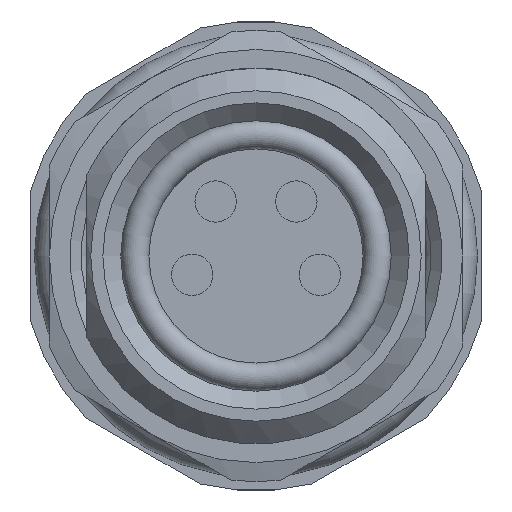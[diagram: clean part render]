
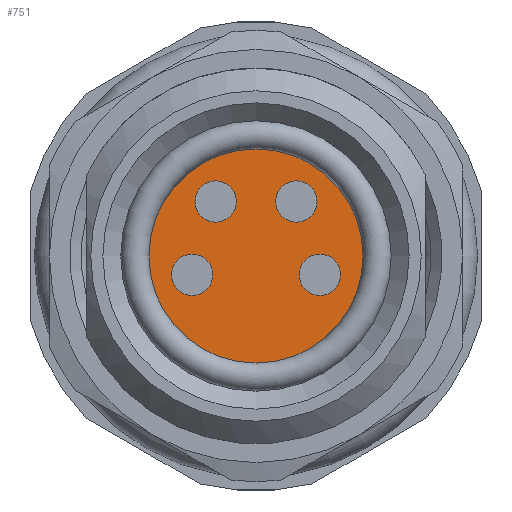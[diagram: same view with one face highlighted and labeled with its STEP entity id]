
A CAD part, left-side view. The second image highlights one B-rep face of the part: STEP entity #751.
In plain terms, the highlighted planar face has unit normal (-1, 0, 0).
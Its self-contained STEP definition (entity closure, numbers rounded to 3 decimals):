
#679=FACE_BOUND('',#1171,.T.);
#680=FACE_BOUND('',#1172,.T.);
#681=FACE_BOUND('',#1173,.T.);
#682=FACE_BOUND('',#1174,.T.);
#683=FACE_BOUND('',#1175,.T.);
#751=ADVANCED_FACE('',(#679,#680,#681,#682,#683),#917,.F.);
#917=PLANE('',#3011);
#1171=EDGE_LOOP('',(#1377));
#1172=EDGE_LOOP('',(#1378));
#1173=EDGE_LOOP('',(#1379));
#1174=EDGE_LOOP('',(#1380));
#1175=EDGE_LOOP('',(#1381));
#1377=ORIENTED_EDGE('',*,*,#2496,.F.);
#1378=ORIENTED_EDGE('',*,*,#2495,.F.);
#1379=ORIENTED_EDGE('',*,*,#2494,.F.);
#1380=ORIENTED_EDGE('',*,*,#2493,.F.);
#1381=ORIENTED_EDGE('',*,*,#2497,.F.);
#2205=VERTEX_POINT('',#3994);
#2206=VERTEX_POINT('',#3997);
#2207=VERTEX_POINT('',#4000);
#2208=VERTEX_POINT('',#4003);
#2209=VERTEX_POINT('',#4006);
#2493=EDGE_CURVE('',#2205,#2205,#2911,.T.);
#2494=EDGE_CURVE('',#2206,#2206,#2912,.T.);
#2495=EDGE_CURVE('',#2207,#2207,#2913,.T.);
#2496=EDGE_CURVE('',#2208,#2208,#2914,.T.);
#2497=EDGE_CURVE('',#2209,#2209,#2915,.T.);
#2911=CIRCLE('',#3002,0.55);
#2912=CIRCLE('',#3004,0.55);
#2913=CIRCLE('',#3006,0.55);
#2914=CIRCLE('',#3008,0.55);
#2915=CIRCLE('',#3010,2.85);
#3002=AXIS2_PLACEMENT_3D('',#3993,#3268,#3269);
#3004=AXIS2_PLACEMENT_3D('',#3996,#3272,#3273);
#3006=AXIS2_PLACEMENT_3D('',#3999,#3276,#3277);
#3008=AXIS2_PLACEMENT_3D('',#4002,#3280,#3281);
#3010=AXIS2_PLACEMENT_3D('',#4005,#3284,#3285);
#3011=AXIS2_PLACEMENT_3D('',#4007,#3286,#3287);
#3268=DIRECTION('',(-1.,0.,0.));
#3269=DIRECTION('',(0.,-1.,0.));
#3272=DIRECTION('',(-1.,0.,0.));
#3273=DIRECTION('',(0.,-1.,0.));
#3276=DIRECTION('',(-1.,0.,0.));
#3277=DIRECTION('',(0.,-1.,0.));
#3280=DIRECTION('',(-1.,0.,0.));
#3281=DIRECTION('',(0.,-1.,0.));
#3284=DIRECTION('',(1.,0.,0.));
#3285=DIRECTION('',(0.,0.,1.));
#3286=DIRECTION('',(1.,0.,0.));
#3287=DIRECTION('',(0.,0.,1.));
#3993=CARTESIAN_POINT('',(0.6,-1.075,1.45));
#3994=CARTESIAN_POINT('',(0.6,-1.625,1.45));
#3996=CARTESIAN_POINT('',(0.6,1.075,1.45));
#3997=CARTESIAN_POINT('',(0.6,0.525,1.45));
#3999=CARTESIAN_POINT('',(0.6,1.7,-0.5));
#4000=CARTESIAN_POINT('',(0.6,1.15,-0.5));
#4002=CARTESIAN_POINT('',(0.6,-1.7,-0.5));
#4003=CARTESIAN_POINT('',(0.6,-2.25,-0.5));
#4005=CARTESIAN_POINT('',(0.6,0.,0.));
#4006=CARTESIAN_POINT('',(0.6,0.,2.85));
#4007=CARTESIAN_POINT('',(0.6,0.,0.));
